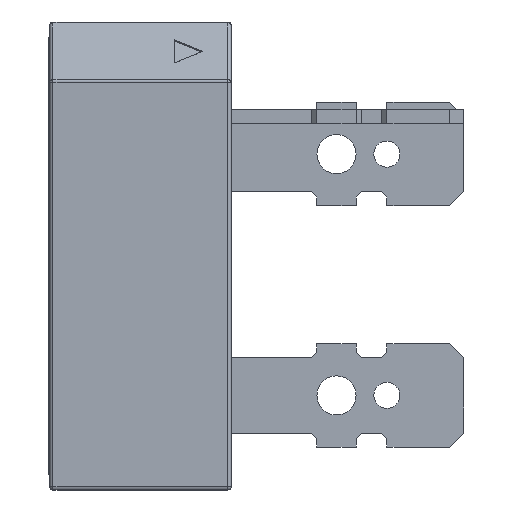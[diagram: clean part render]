
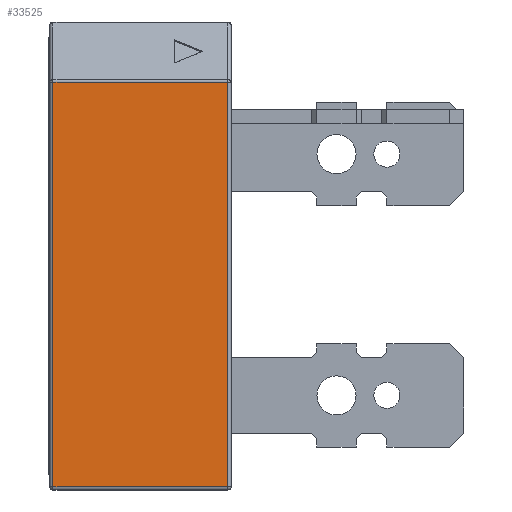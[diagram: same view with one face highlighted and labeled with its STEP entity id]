
A CAD part, left-side view. The second image highlights one B-rep face of the part: STEP entity #33525.
In plain terms, the highlighted planar face has unit normal (-1, 0, 0).
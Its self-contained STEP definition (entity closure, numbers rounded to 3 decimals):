
#1798 = ORIENTED_EDGE ( 'NONE', *, *, #26544, .T. ) ;
#1833 = VERTEX_POINT ( 'NONE', #33142 ) ;
#2246 = VECTOR ( 'NONE', #26353, 1000. ) ;
#2433 = DIRECTION ( 'NONE',  ( 0., 1., 0. ) ) ;
#3446 = CARTESIAN_POINT ( 'NONE',  ( -5.8, 11.03, 2.117 ) ) ;
#3942 = VERTEX_POINT ( 'NONE', #3446 ) ;
#5641 = AXIS2_PLACEMENT_3D ( 'NONE', #21040, #18095, #12782 ) ;
#6537 = VECTOR ( 'NONE', #13407, 1000. ) ;
#7732 = LINE ( 'NONE', #26646, #31513 ) ;
#7873 = EDGE_CURVE ( 'NONE', #1833, #17859, #32158, .T. ) ;
#10424 = DIRECTION ( 'NONE',  ( 0., 0., 1. ) ) ;
#10633 = FACE_OUTER_BOUND ( 'NONE', #24468, .T. ) ;
#10916 = CARTESIAN_POINT ( 'NONE',  ( -5.8, 11.03, -22.9 ) ) ;
#10947 = LINE ( 'NONE', #28987, #2246 ) ;
#11936 = EDGE_CURVE ( 'NONE', #3942, #19558, #21655, .T. ) ;
#12782 = DIRECTION ( 'NONE',  ( 0., 0., -1. ) ) ;
#12957 = PLANE ( 'NONE',  #5641 ) ;
#13092 = CARTESIAN_POINT ( 'NONE',  ( -5.8, 0.3, -22.9 ) ) ;
#13407 = DIRECTION ( 'NONE',  ( 0., 0., -1. ) ) ;
#13954 = EDGE_CURVE ( 'NONE', #17859, #3942, #7732, .T. ) ;
#17859 = VERTEX_POINT ( 'NONE', #33219 ) ;
#18095 = DIRECTION ( 'NONE',  ( 1., 0., 0. ) ) ;
#18673 = VECTOR ( 'NONE', #10424, 1000. ) ;
#19558 = VERTEX_POINT ( 'NONE', #20539 ) ;
#20539 = CARTESIAN_POINT ( 'NONE',  ( -5.8, 11.03, -22.7 ) ) ;
#21040 = CARTESIAN_POINT ( 'NONE',  ( -5.8, 11.23, -22.9 ) ) ;
#21655 = LINE ( 'NONE', #10916, #6537 ) ;
#23408 = ORIENTED_EDGE ( 'NONE', *, *, #7873, .T. ) ;
#23936 = ORIENTED_EDGE ( 'NONE', *, *, #13954, .T. ) ;
#24468 = EDGE_LOOP ( 'NONE', ( #1798, #23408, #23936, #27553 ) ) ;
#26353 = DIRECTION ( 'NONE',  ( 0., -1., 0. ) ) ;
#26544 = EDGE_CURVE ( 'NONE', #19558, #1833, #10947, .T. ) ;
#26646 = CARTESIAN_POINT ( 'NONE',  ( -5.8, 11.23, 2.117 ) ) ;
#27553 = ORIENTED_EDGE ( 'NONE', *, *, #11936, .T. ) ;
#28987 = CARTESIAN_POINT ( 'NONE',  ( -5.8, 11.23, -22.7 ) ) ;
#31513 = VECTOR ( 'NONE', #2433, 1000. ) ;
#32158 = LINE ( 'NONE', #13092, #18673 ) ;
#33142 = CARTESIAN_POINT ( 'NONE',  ( -5.8, 0.3, -22.7 ) ) ;
#33219 = CARTESIAN_POINT ( 'NONE',  ( -5.8, 0.3, 2.117 ) ) ;
#33525 = ADVANCED_FACE ( 'NONE', ( #10633 ), #12957, .F. ) ;
